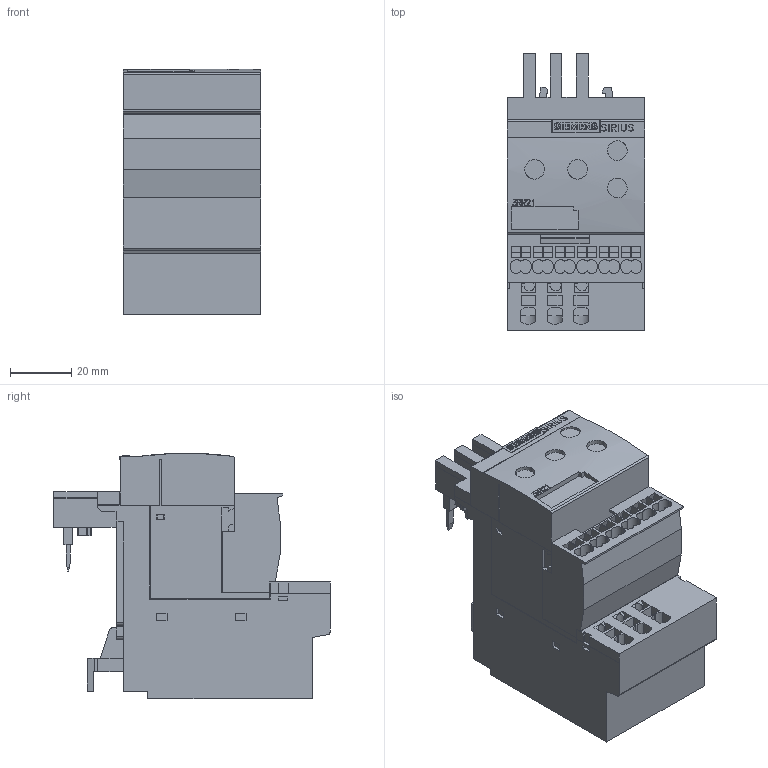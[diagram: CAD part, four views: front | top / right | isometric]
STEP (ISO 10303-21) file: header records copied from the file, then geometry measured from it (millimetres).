
FILE_DESCRIPTION(('STEP AP214'),'1');
FILE_NAME('cctmp_BF941EB3-8B47-4EB5-97B3-C93CBA652A9C_2023_07_21_11_02_58_0665..stp','2023-07-21T09:02:59',('SIEMENS A&D'),('CADClick - www.CADClick.com'),'Spatial InterOp 3D postprocessed',' ','unknown authorization');
FILE_SCHEMA(('AUTOMOTIVE_DESIGN'));
Length unit declared in the file: millimetre
Products named in the file (1): 2023_07_21_11_02_58_0631
Bounding box: 45 x 90.2 x 80.1 mm (x, y, z)
Volume: 189414.6 mm3; surface area: 39317 mm2
Topology: 1 solids, 1 shells, 1009 faces, 2867 edges, 1910 vertices
Faces by surface type: plane 871, cylinder 138
Entity records: 35821 total; most frequent: CARTESIAN_POINT 6055, ORIENTED_EDGE 5734, DIRECTION 5244, EDGE_CURVE 2867, LINE 2486, VECTOR 2486, VERTEX_POINT 1910, AXIS2_PLACEMENT_3D 1379
